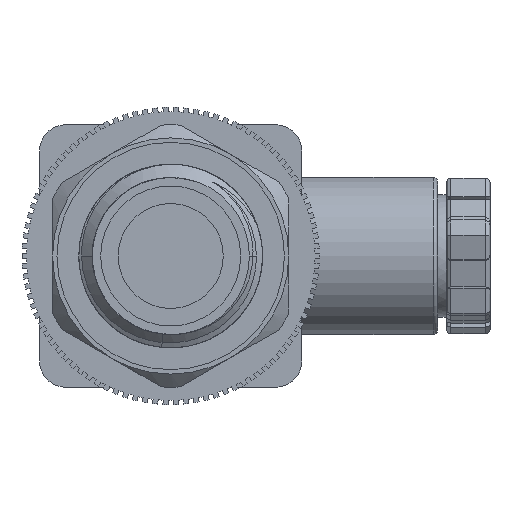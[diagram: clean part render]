
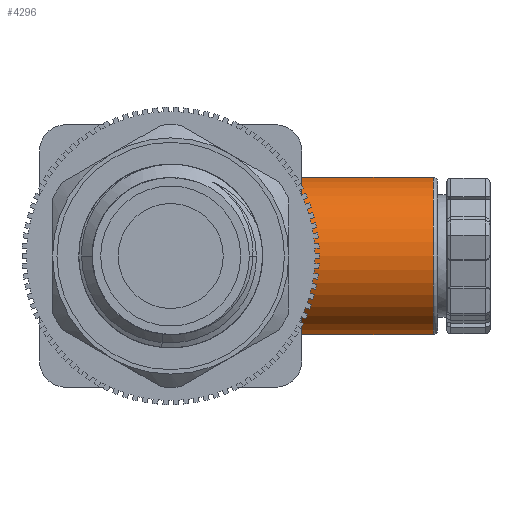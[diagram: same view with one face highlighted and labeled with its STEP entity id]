
A CAD part, front view. The second image highlights one B-rep face of the part: STEP entity #4296.
In plain terms, the highlighted cylindrical face has radius 9 mm (diameter 18 mm), a partial arc.
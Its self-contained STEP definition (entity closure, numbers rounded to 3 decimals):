
#375 = EDGE_CURVE ( 'NONE', #1588, #4144, #28101, .T. ) ;
#473 = EDGE_CURVE ( 'NONE', #25968, #25354, #27397, .T. ) ;
#509 = CYLINDRICAL_SURFACE ( 'NONE', #14672, 9. ) ;
#931 = DIRECTION ( 'NONE',  ( 1., 0., 0. ) ) ;
#1090 = DIRECTION ( 'NONE',  ( 1., 0., 0. ) ) ;
#1115 = CARTESIAN_POINT ( 'NONE',  ( 30.5, 31.7, 0. ) ) ;
#1588 = VERTEX_POINT ( 'NONE', #16415 ) ;
#1684 = ORIENTED_EDGE ( 'NONE', *, *, #473, .T. ) ;
#3247 = DIRECTION ( 'NONE',  ( 0., 0., 1. ) ) ;
#4144 = VERTEX_POINT ( 'NONE', #9179 ) ;
#4296 = ADVANCED_FACE ( 'NONE', ( #11164 ), #509, .T. ) ;
#4649 = CARTESIAN_POINT ( 'NONE',  ( 30., 31.7, 0. ) ) ;
#5320 = EDGE_CURVE ( 'NONE', #25968, #4144, #9050, .T. ) ;
#5402 = CARTESIAN_POINT ( 'NONE',  ( 13.5, 31.7, -9. ) ) ;
#9050 = LINE ( 'NONE', #13074, #26881 ) ;
#9179 = CARTESIAN_POINT ( 'NONE',  ( 30., 31.7, 9. ) ) ;
#11164 = FACE_OUTER_BOUND ( 'NONE', #18949, .T. ) ;
#11929 = ORIENTED_EDGE ( 'NONE', *, *, #375, .T. ) ;
#12313 = VECTOR ( 'NONE', #931, 1000. ) ;
#13074 = CARTESIAN_POINT ( 'NONE',  ( 13.5, 31.7, 9. ) ) ;
#13708 = AXIS2_PLACEMENT_3D ( 'NONE', #4649, #24504, #26793 ) ;
#14048 = CARTESIAN_POINT ( 'NONE',  ( 13.5, 31.7, -9. ) ) ;
#14672 = AXIS2_PLACEMENT_3D ( 'NONE', #1115, #16472, #3247 ) ;
#14688 = LINE ( 'NONE', #14048, #12313 ) ;
#15804 = CARTESIAN_POINT ( 'NONE',  ( 13.5, 31.7, 9. ) ) ;
#16415 = CARTESIAN_POINT ( 'NONE',  ( 30., 31.7, -9. ) ) ;
#16444 = DIRECTION ( 'NONE',  ( 0., 0., 1. ) ) ;
#16472 = DIRECTION ( 'NONE',  ( -1., 0., 0. ) ) ;
#18949 = EDGE_LOOP ( 'NONE', ( #11929, #21657, #1684, #28007 ) ) ;
#20953 = CARTESIAN_POINT ( 'NONE',  ( 13.5, 31.7, 0. ) ) ;
#21657 = ORIENTED_EDGE ( 'NONE', *, *, #5320, .F. ) ;
#24045 = DIRECTION ( 'NONE',  ( 1., 0., 0. ) ) ;
#24504 = DIRECTION ( 'NONE',  ( -1., 0., 0. ) ) ;
#24582 = AXIS2_PLACEMENT_3D ( 'NONE', #20953, #1090, #16444 ) ;
#24701 = EDGE_CURVE ( 'NONE', #25354, #1588, #14688, .T. ) ;
#25354 = VERTEX_POINT ( 'NONE', #5402 ) ;
#25968 = VERTEX_POINT ( 'NONE', #15804 ) ;
#26793 = DIRECTION ( 'NONE',  ( 0., 0., -1. ) ) ;
#26881 = VECTOR ( 'NONE', #24045, 1000. ) ;
#27397 = CIRCLE ( 'NONE', #24582, 9. ) ;
#28007 = ORIENTED_EDGE ( 'NONE', *, *, #24701, .T. ) ;
#28101 = CIRCLE ( 'NONE', #13708, 9. ) ;
